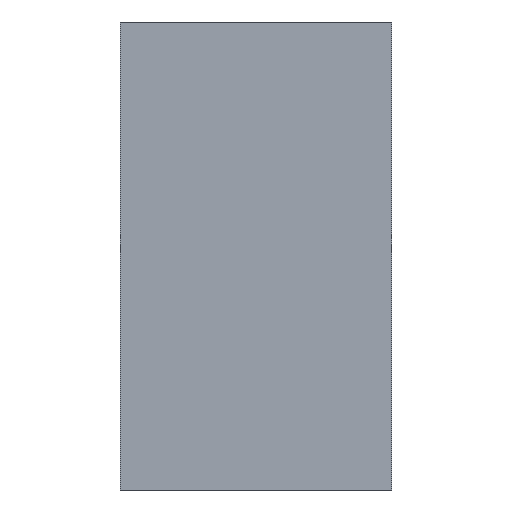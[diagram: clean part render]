
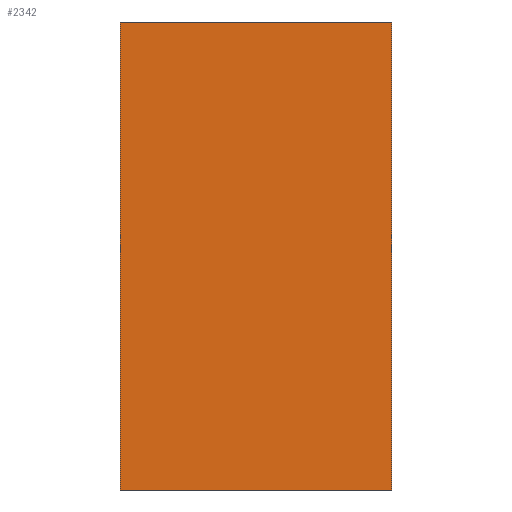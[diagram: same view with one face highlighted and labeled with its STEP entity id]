
A CAD part, front view. The second image highlights one B-rep face of the part: STEP entity #2342.
In plain terms, the highlighted planar face has unit normal (0, -1, 0).
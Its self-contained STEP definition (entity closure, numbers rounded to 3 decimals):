
#190=FACE_OUTER_BOUND('',#338,.T.);
#338=EDGE_LOOP('',(#2075,#2076,#2077,#2078));
#636=LINE('',#3718,#940);
#639=LINE('',#3724,#943);
#640=LINE('',#3726,#944);
#641=LINE('',#3727,#945);
#940=VECTOR('',#3066,10.);
#943=VECTOR('',#3071,10.);
#944=VECTOR('',#3072,10.);
#945=VECTOR('',#3073,10.);
#1151=VERTEX_POINT('',#3714);
#1153=VERTEX_POINT('',#3717);
#1155=VERTEX_POINT('',#3723);
#1156=VERTEX_POINT('',#3725);
#1460=EDGE_CURVE('',#1153,#1151,#636,.T.);
#1463=EDGE_CURVE('',#1151,#1155,#639,.T.);
#1464=EDGE_CURVE('',#1155,#1156,#640,.T.);
#1465=EDGE_CURVE('',#1156,#1153,#641,.T.);
#2075=ORIENTED_EDGE('',*,*,#1460,.T.);
#2076=ORIENTED_EDGE('',*,*,#1463,.T.);
#2077=ORIENTED_EDGE('',*,*,#1464,.T.);
#2078=ORIENTED_EDGE('',*,*,#1465,.T.);
#2214=PLANE('',#2501);
#2342=ADVANCED_FACE('',(#190),#2214,.T.);
#2501=AXIS2_PLACEMENT_3D('',#3722,#3069,#3070);
#3066=DIRECTION('',(0.,0.,1.));
#3069=DIRECTION('center_axis',(0.,-1.,0.));
#3070=DIRECTION('ref_axis',(0.,0.,-1.));
#3071=DIRECTION('',(-1.,0.,0.));
#3072=DIRECTION('',(0.,0.,-1.));
#3073=DIRECTION('',(1.,0.,0.));
#3714=CARTESIAN_POINT('',(37.,0.4,37.));
#3717=CARTESIAN_POINT('',(37.,0.4,-37.));
#3718=CARTESIAN_POINT('',(37.,0.4,0.));
#3722=CARTESIAN_POINT('Origin',(15.55,0.4,0.));
#3723=CARTESIAN_POINT('',(-6.,0.4,37.));
#3724=CARTESIAN_POINT('',(37.1,0.4,37.));
#3725=CARTESIAN_POINT('',(-6.,0.4,-37.));
#3726=CARTESIAN_POINT('',(-6.,0.4,37.));
#3727=CARTESIAN_POINT('',(-6.,0.4,-37.));
